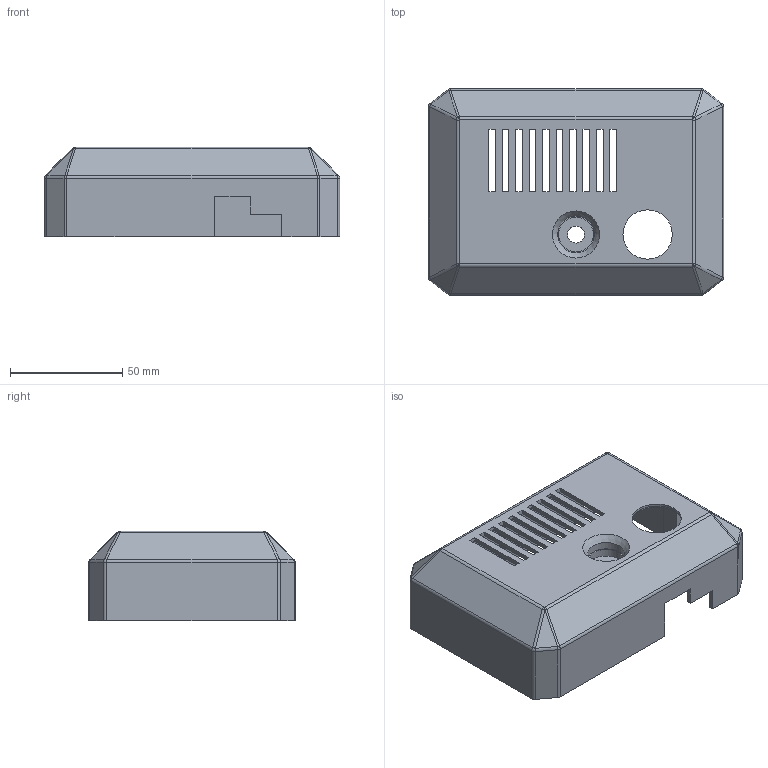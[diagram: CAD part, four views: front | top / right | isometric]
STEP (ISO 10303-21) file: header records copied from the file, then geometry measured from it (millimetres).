
FILE_DESCRIPTION(('FreeCAD Model'),'2;1');
FILE_NAME('vics_top.step', '2021-03-13T17:25:19',('Author'),(''), 'Open CASCADE STEP processor 7.3','FreeCAD','Unknown');
FILE_SCHEMA(('AUTOMOTIVE_DESIGN { 1 0 10303 214 1 1 1 1 }'));
Length unit declared in the file: millimetre
Products named in the file (1): Body
Bounding box: 131.8 x 92 x 40 mm (x, y, z)
Volume: 55771.9 mm3; surface area: 53092.7 mm2
Topology: 1 solids, 1 shells, 211 faces, 491 edges, 297 vertices
Faces by surface type: plane 131, cylinder 53, sphere 16, cone 11
Full cylindrical faces by diameter (mm): 3.4 x6, 4 x4, 6 x4, 7.6 x1, 15.5 x1, 16.5 x1, 22 x1, 23 x1
Entity records: 12671 total; most frequent: CARTESIAN_POINT 2444, DIRECTION 1958, LINE 1247, VECTOR 1247, ORIENTED_EDGE 982, PCURVE 982, DEFINITIONAL_REPRESENTATION 982, EDGE_CURVE 491
